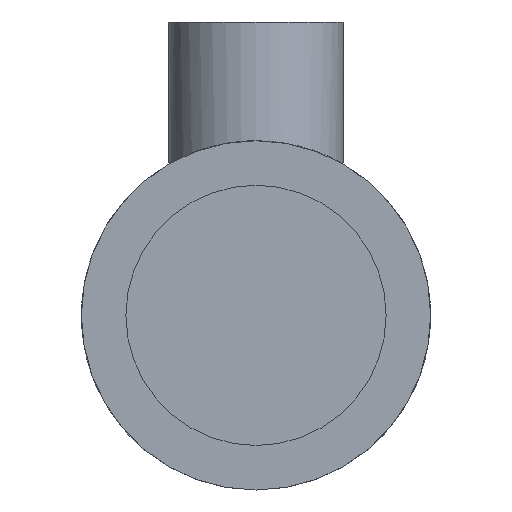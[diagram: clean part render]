
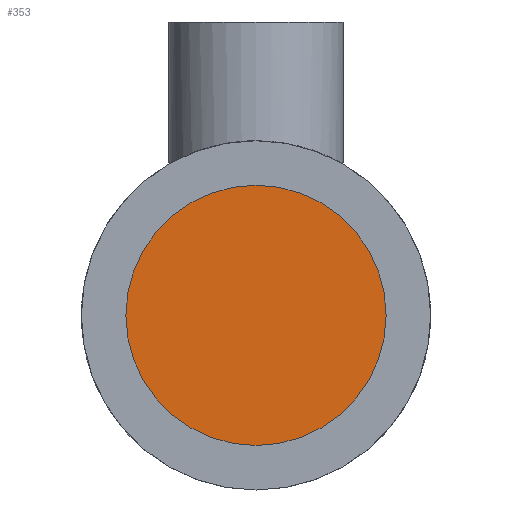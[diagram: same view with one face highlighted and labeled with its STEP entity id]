
A CAD part, front view. The second image highlights one B-rep face of the part: STEP entity #353.
In plain terms, the highlighted planar face has unit normal (0, -1, 0).
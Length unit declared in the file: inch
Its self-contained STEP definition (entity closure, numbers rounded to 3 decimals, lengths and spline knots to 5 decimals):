
#30 = EDGE_CURVE ( 'NONE', #31, #32, #252, .T. ) ;
#31 = VERTEX_POINT ( 'NONE', #247 ) ;
#32 = VERTEX_POINT ( 'NONE', #246 ) ;
#181 = EDGE_LOOP ( 'NONE', ( #182, #183 ) ) ;
#182 = ORIENTED_EDGE ( 'NONE', *, *, #30, .F. ) ;
#183 = ORIENTED_EDGE ( 'NONE', *, *, #184, .F. ) ;
#184 = EDGE_CURVE ( 'NONE', #32, #31, #583, .T. ) ;
#246 = CARTESIAN_POINT ( 'NONE',  ( 18.93358, 4.4244, -1.2125 ) ) ;
#247 = CARTESIAN_POINT ( 'NONE',  ( 18.93358, 4.4244, -0.4675 ) ) ;
#248 = DIRECTION ( 'NONE',  ( 0., 0., 1. ) ) ;
#249 = DIRECTION ( 'NONE',  ( 0., 1., 0. ) ) ;
#250 = CARTESIAN_POINT ( 'NONE',  ( 18.93358, 4.4244, -0.84 ) ) ;
#251 = AXIS2_PLACEMENT_3D ( 'NONE', #250, #249, #248 ) ;
#252 = CIRCLE ( 'NONE', #251, 0.3725 ) ;
#353 = ADVANCED_FACE ( 'NONE', ( #707 ), #706, .F. ) ;
#579 = DIRECTION ( 'NONE',  ( 0., 0., 1. ) ) ;
#580 = DIRECTION ( 'NONE',  ( 0., 1., 0. ) ) ;
#581 = CARTESIAN_POINT ( 'NONE',  ( 18.93358, 4.4244, -0.84 ) ) ;
#582 = AXIS2_PLACEMENT_3D ( 'NONE', #581, #580, #579 ) ;
#583 = CIRCLE ( 'NONE', #582, 0.3725 ) ;
#702 = DIRECTION ( 'NONE',  ( 0., 0., 1. ) ) ;
#703 = DIRECTION ( 'NONE',  ( 0., 1., 0. ) ) ;
#704 = CARTESIAN_POINT ( 'NONE',  ( 17.82801, 4.4244, -0.84 ) ) ;
#705 = AXIS2_PLACEMENT_3D ( 'NONE', #704, #703, #702 ) ;
#706 = PLANE ( 'NONE',  #705 ) ;
#707 = FACE_OUTER_BOUND ( 'NONE', #181, .T. ) ;
